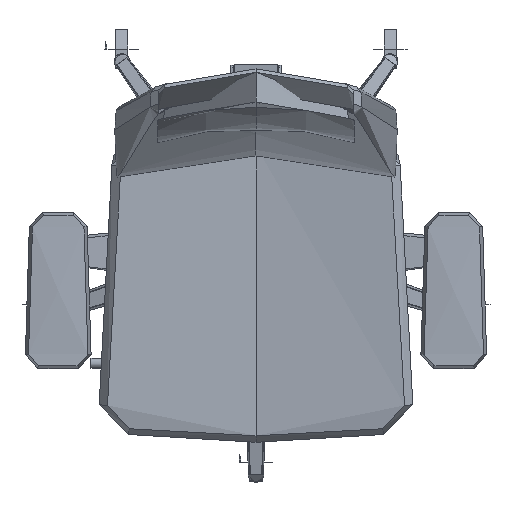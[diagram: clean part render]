
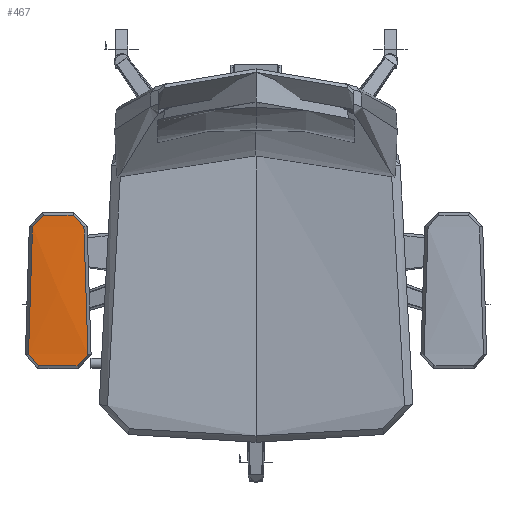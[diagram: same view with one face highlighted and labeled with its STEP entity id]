
A CAD part, top view. The second image highlights one B-rep face of the part: STEP entity #467.
In plain terms, the highlighted free-form (B-spline) face has degree [3, 3] with [5, 5] control points.
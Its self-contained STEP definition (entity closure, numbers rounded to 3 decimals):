
#467=ADVANCED_FACE('',(#975),#7332,.T.);
#975=FACE_OUTER_BOUND('',#1483,.T.);
#1483=EDGE_LOOP('',(#3049,#3050,#3051,#3052,#3053,#3054,#3055,#3056));
#3049=ORIENTED_EDGE('',*,*,#4628,.F.);
#3050=ORIENTED_EDGE('',*,*,#4627,.F.);
#3051=ORIENTED_EDGE('',*,*,#4626,.F.);
#3052=ORIENTED_EDGE('',*,*,#4638,.F.);
#3053=ORIENTED_EDGE('',*,*,#4625,.F.);
#3054=ORIENTED_EDGE('',*,*,#4624,.F.);
#3055=ORIENTED_EDGE('',*,*,#4623,.F.);
#3056=ORIENTED_EDGE('',*,*,#4637,.F.);
#4623=EDGE_CURVE('',#6727,#6728,#5444,.T.);
#4624=EDGE_CURVE('',#6728,#6729,#5445,.T.);
#4625=EDGE_CURVE('',#6729,#6730,#5446,.T.);
#4626=EDGE_CURVE('',#6731,#6732,#5447,.T.);
#4627=EDGE_CURVE('',#6732,#6733,#5448,.T.);
#4628=EDGE_CURVE('',#6733,#6726,#5449,.T.);
#4637=EDGE_CURVE('',#6726,#6727,#5450,.T.);
#4638=EDGE_CURVE('',#6730,#6731,#5451,.T.);
#5444=B_SPLINE_CURVE_WITH_KNOTS('',3,(#31277,#31278,#31279,#31280,#31281,
#31282,#31283),.UNSPECIFIED.,.F.,.F.,(4,3,4),(0.,12.445,24.857),
 .UNSPECIFIED.);
#5445=B_SPLINE_CURVE_WITH_KNOTS('',3,(#31284,#31285,#31286,#31287,#31288,
#31289,#31290,#31291,#31292,#31293,#31294),.UNSPECIFIED.,.F.,.F.,(4,2,3,
2,4),(0.,14.817,29.633,44.448,59.265),
 .UNSPECIFIED.);
#5446=B_SPLINE_CURVE_WITH_KNOTS('',3,(#31295,#31296,#31297,#31298,#31299,
#31300,#31301),.UNSPECIFIED.,.F.,.F.,(4,3,4),(0.,12.412,24.857),
 .UNSPECIFIED.);
#5447=B_SPLINE_CURVE_WITH_KNOTS('',3,(#31302,#31303,#31304,#31305,#31306,
#31307,#31308),.UNSPECIFIED.,.F.,.F.,(4,3,4),(0.,12.85,25.723),
 .UNSPECIFIED.);
#5448=B_SPLINE_CURVE_WITH_KNOTS('',3,(#31309,#31310,#31311,#31312,#31313,
#31314,#31315),.UNSPECIFIED.,.F.,.F.,(4,3,4),(0.,22.404,44.809),
 .UNSPECIFIED.);
#5449=B_SPLINE_CURVE_WITH_KNOTS('',3,(#31316,#31317,#31318,#31319,#31320,
#31321,#31322),.UNSPECIFIED.,.F.,.F.,(4,3,4),(0.,12.873,25.723),
 .UNSPECIFIED.);
#5450=B_SPLINE_CURVE_WITH_KNOTS('',3,(#31339,#31340,#31341,#31342,#31343,
#31344,#31345,#31346,#31347,#31348,#31349),.UNSPECIFIED.,.F.,.F.,(4,2,3,
2,4),(0.,47.289,94.941,141.92,188.907),
 .UNSPECIFIED.);
#5451=B_SPLINE_CURVE_WITH_KNOTS('',3,(#31350,#31351,#31352,#31353,#31354,
#31355,#31356,#31357,#31358,#31359,#31360),.UNSPECIFIED.,.F.,.F.,(4,2,3,
2,4),(0.,46.987,93.966,141.618,188.907),
 .UNSPECIFIED.);
#6726=VERTEX_POINT('',#31205);
#6727=VERTEX_POINT('',#31206);
#6728=VERTEX_POINT('',#31207);
#6729=VERTEX_POINT('',#31208);
#6730=VERTEX_POINT('',#31209);
#6731=VERTEX_POINT('',#31210);
#6732=VERTEX_POINT('',#31211);
#6733=VERTEX_POINT('',#31212);
#7332=B_SPLINE_SURFACE_WITH_KNOTS('',3,3,((#31164,#31165,#31166,#31167,
#31168),(#31169,#31170,#31171,#31172,#31173),(#31174,#31175,#31176,#31177,
#31178),(#31179,#31180,#31181,#31182,#31183),(#31184,#31185,#31186,#31187,
#31188)),.UNSPECIFIED.,.F.,.F.,.F.,(4,1,4),(4,1,4),(0.,46.393,
92.785),(0.,115.149,230.299),.UNSPECIFIED.);
#31164=CARTESIAN_POINT('',(-339.629,-182.146,670.683));
#31165=CARTESIAN_POINT('',(-339.629,-143.813,671.021));
#31166=CARTESIAN_POINT('',(-339.629,-67.147,671.023));
#31167=CARTESIAN_POINT('',(-339.629,9.519,671.021));
#31168=CARTESIAN_POINT('',(-339.629,47.852,670.683));
#31169=CARTESIAN_POINT('',(-324.296,-182.146,671.146));
#31170=CARTESIAN_POINT('',(-324.296,-143.813,674.226));
#31171=CARTESIAN_POINT('',(-324.296,-67.147,674.18));
#31172=CARTESIAN_POINT('',(-324.296,9.519,674.226));
#31173=CARTESIAN_POINT('',(-324.296,47.852,671.146));
#31174=CARTESIAN_POINT('',(-293.63,-182.146,671.146));
#31175=CARTESIAN_POINT('',(-293.63,-143.813,674.208));
#31176=CARTESIAN_POINT('',(-293.63,-67.147,676.288));
#31177=CARTESIAN_POINT('',(-293.63,9.519,674.208));
#31178=CARTESIAN_POINT('',(-293.63,47.852,671.146));
#31179=CARTESIAN_POINT('',(-262.965,-182.146,671.146));
#31180=CARTESIAN_POINT('',(-262.965,-143.813,674.226));
#31181=CARTESIAN_POINT('',(-262.965,-67.147,674.18));
#31182=CARTESIAN_POINT('',(-262.965,9.519,674.226));
#31183=CARTESIAN_POINT('',(-262.965,47.852,671.146));
#31184=CARTESIAN_POINT('',(-247.632,-182.146,670.683));
#31185=CARTESIAN_POINT('',(-247.632,-143.813,671.021));
#31186=CARTESIAN_POINT('',(-247.632,-67.147,671.023));
#31187=CARTESIAN_POINT('',(-247.632,9.519,671.021));
#31188=CARTESIAN_POINT('',(-247.632,47.852,670.683));
#31205=CARTESIAN_POINT('',(-255.483,27.539,671.554));
#31206=CARTESIAN_POINT('',(-249.52,-161.082,671.039));
#31207=CARTESIAN_POINT('',(-264.227,-178.351,671.252));
#31208=CARTESIAN_POINT('',(-323.034,-178.351,671.252));
#31209=CARTESIAN_POINT('',(-337.74,-161.082,671.039));
#31210=CARTESIAN_POINT('',(-331.777,27.539,671.554));
#31211=CARTESIAN_POINT('',(-315.859,44.982,671.296));
#31212=CARTESIAN_POINT('',(-271.402,44.982,671.296));
#31277=CARTESIAN_POINT('',(-249.52,-161.082,671.039));
#31278=CARTESIAN_POINT('',(-249.695,-165.189,671.01));
#31279=CARTESIAN_POINT('',(-251.266,-169.115,671.106));
#31280=CARTESIAN_POINT('',(-253.933,-172.235,671.161));
#31281=CARTESIAN_POINT('',(-256.594,-175.349,671.215));
#31282=CARTESIAN_POINT('',(-260.215,-177.509,671.223));
#31283=CARTESIAN_POINT('',(-264.227,-178.351,671.252));
#31284=CARTESIAN_POINT('',(-264.227,-178.351,671.252));
#31285=CARTESIAN_POINT('',(-269.062,-179.366,671.287));
#31286=CARTESIAN_POINT('',(-273.935,-180.142,671.266));
#31287=CARTESIAN_POINT('',(-283.761,-181.184,671.224));
#31288=CARTESIAN_POINT('',(-288.69,-181.448,671.202));
#31289=CARTESIAN_POINT('',(-293.63,-181.448,671.202));
#31290=CARTESIAN_POINT('',(-298.571,-181.448,671.202));
#31291=CARTESIAN_POINT('',(-303.5,-181.184,671.224));
#31292=CARTESIAN_POINT('',(-313.325,-180.142,671.266));
#31293=CARTESIAN_POINT('',(-318.198,-179.366,671.287));
#31294=CARTESIAN_POINT('',(-323.034,-178.351,671.252));
#31295=CARTESIAN_POINT('',(-323.034,-178.351,671.252));
#31296=CARTESIAN_POINT('',(-327.045,-177.509,671.223));
#31297=CARTESIAN_POINT('',(-330.666,-175.349,671.215));
#31298=CARTESIAN_POINT('',(-333.327,-172.235,671.161));
#31299=CARTESIAN_POINT('',(-335.994,-169.115,671.106));
#31300=CARTESIAN_POINT('',(-337.566,-165.189,671.01));
#31301=CARTESIAN_POINT('',(-337.74,-161.082,671.039));
#31302=CARTESIAN_POINT('',(-331.777,27.539,671.554));
#31303=CARTESIAN_POINT('',(-331.351,31.763,671.472));
#31304=CARTESIAN_POINT('',(-329.558,35.738,671.463));
#31305=CARTESIAN_POINT('',(-326.699,38.872,671.421));
#31306=CARTESIAN_POINT('',(-323.834,42.014,671.379));
#31307=CARTESIAN_POINT('',(-320.034,44.164,671.31));
#31308=CARTESIAN_POINT('',(-315.859,44.982,671.296));
#31309=CARTESIAN_POINT('',(-315.859,44.982,671.296));
#31310=CARTESIAN_POINT('',(-308.525,46.418,671.271));
#31311=CARTESIAN_POINT('',(-301.104,47.154,671.202));
#31312=CARTESIAN_POINT('',(-293.63,47.154,671.202));
#31313=CARTESIAN_POINT('',(-286.156,47.154,671.202));
#31314=CARTESIAN_POINT('',(-278.735,46.418,671.271));
#31315=CARTESIAN_POINT('',(-271.402,44.982,671.296));
#31316=CARTESIAN_POINT('',(-271.402,44.982,671.296));
#31317=CARTESIAN_POINT('',(-267.227,44.164,671.31));
#31318=CARTESIAN_POINT('',(-263.427,42.014,671.379));
#31319=CARTESIAN_POINT('',(-260.562,38.872,671.421));
#31320=CARTESIAN_POINT('',(-257.703,35.738,671.463));
#31321=CARTESIAN_POINT('',(-255.909,31.763,671.472));
#31322=CARTESIAN_POINT('',(-255.483,27.539,671.554));
#31339=CARTESIAN_POINT('',(-255.483,27.539,671.554));
#31340=CARTESIAN_POINT('',(-253.901,11.855,671.858));
#31341=CARTESIAN_POINT('',(-252.494,-4.022,671.799));
#31342=CARTESIAN_POINT('',(-250.263,-35.594,671.559));
#31343=CARTESIAN_POINT('',(-249.438,-51.269,671.386));
#31344=CARTESIAN_POINT('',(-248.925,-67.147,671.284));
#31345=CARTESIAN_POINT('',(-248.418,-82.823,671.184));
#31346=CARTESIAN_POINT('',(-248.225,-98.436,671.145));
#31347=CARTESIAN_POINT('',(-248.442,-129.807,671.123));
#31348=CARTESIAN_POINT('',(-248.854,-145.41,671.151));
#31349=CARTESIAN_POINT('',(-249.52,-161.082,671.039));
#31350=CARTESIAN_POINT('',(-337.74,-161.082,671.039));
#31351=CARTESIAN_POINT('',(-338.407,-145.41,671.151));
#31352=CARTESIAN_POINT('',(-338.819,-129.807,671.123));
#31353=CARTESIAN_POINT('',(-339.035,-98.436,671.145));
#31354=CARTESIAN_POINT('',(-338.842,-82.823,671.184));
#31355=CARTESIAN_POINT('',(-338.336,-67.147,671.284));
#31356=CARTESIAN_POINT('',(-337.823,-51.269,671.386));
#31357=CARTESIAN_POINT('',(-336.997,-35.594,671.559));
#31358=CARTESIAN_POINT('',(-334.767,-4.022,671.799));
#31359=CARTESIAN_POINT('',(-333.36,11.855,671.858));
#31360=CARTESIAN_POINT('',(-331.777,27.539,671.554));
